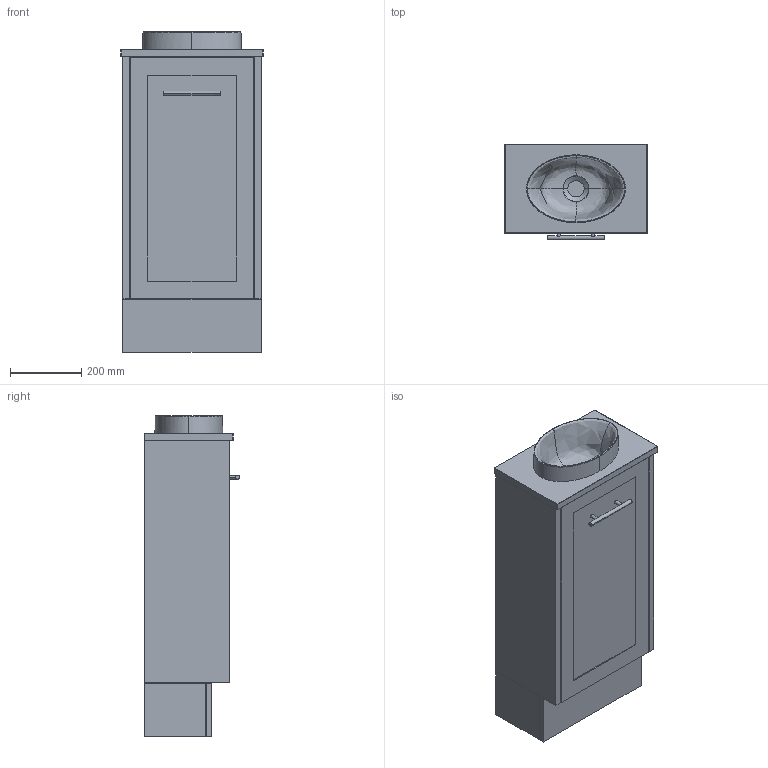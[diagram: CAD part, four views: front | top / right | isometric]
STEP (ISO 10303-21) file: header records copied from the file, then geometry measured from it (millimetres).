
FILE_DESCRIPTION(/* description */ (''),/* implementation_level */ '2;1');
FILE_NAME(/* name */ 'Kado Lux Mini (Floor Mount) 400C (20MM)',/* time_stamp */ '2025-07-09T15:00:01+10:00',/* author */ (''),/* organization */ (''),/* preprocessor_version */ 'ST-DEVELOPER v16.5',/* originating_system */ '',/* authorisation */ '');
FILE_SCHEMA (('AUTOMOTIVE_DESIGN'));
Length unit declared in the file: millimetre
Products named in the file (10): Document; Kado Lux Mini (Floor Mount) 400C (20MM); Kado Lux Mini Floor Mount ALL56; Kado Lux Mini FM 400 Carcass54; Kado Lux Mini FM 400 Carcass53; Cross Bar Handle 9623456789101112131415161718192021222324252627282930
31323334353637383940414243444546474849; Kado Lux Mini Benchtop ALL (20MM); Kado Lux Mini Benchtop 400C (20MM)55; Joy51; Kado Lux Mini Benchtop 400C (20MM)
Assembly tree (9 placements, depth 5):
  Document
    Kado Lux Mini (Floor Mount) 400C (20MM)
      Kado Lux Mini Floor Mount ALL56
        Kado Lux Mini FM 400 Carcass54
          Kado Lux Mini FM 400 Carcass53
          Cross Bar Handle 9623456789101112131415161718192021222324252627282930
31323334353637383940414243444546474849
      Kado Lux Mini Benchtop ALL (20MM)
        Kado Lux Mini Benchtop 400C (20MM)55
          Joy51
          Kado Lux Mini Benchtop 400C (20MM)
Bounding box: 400 x 268 x 899.98 mm (x, y, z)
Volume: 27996960.2 mm3; surface area: 2748601.7 mm2
Topology: 11 solids, 11 shells, 149 faces, 320 edges, 190 vertices
Faces by surface type: plane 69, bspline 62, cylinder 18
Entity records: 32880 total; most frequent: CARTESIAN_POINT 30371, ORIENTED_EDGE 632, EDGE_CURVE 316, B_SPLINE_CURVE_WITH_KNOTS 262, VERTEX_POINT 190, EDGE_LOOP 154, ADVANCED_FACE 149, FACE_OUTER_BOUND 149
